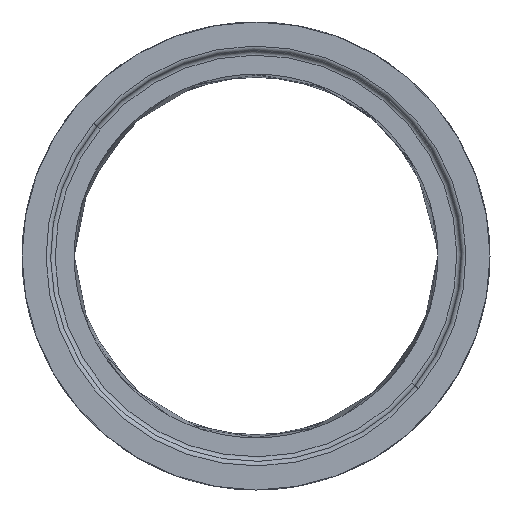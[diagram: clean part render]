
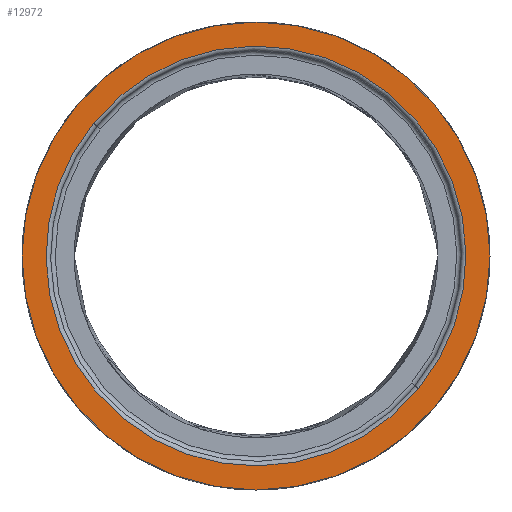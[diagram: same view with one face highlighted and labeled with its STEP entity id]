
A CAD part, front view. The second image highlights one B-rep face of the part: STEP entity #12972.
In plain terms, the highlighted face is planar.
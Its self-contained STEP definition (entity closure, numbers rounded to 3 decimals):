
#302 = AXIS2_PLACEMENT_3D ( 'NONE', #13134, #18152, #6054 ) ;
#743 = VERTEX_POINT ( 'NONE', #2238 ) ;
#2238 = CARTESIAN_POINT ( 'NONE',  ( -357.878, -292.177, -100. ) ) ;
#3374 = FACE_BOUND ( 'NONE', #13697, .T. ) ;
#4663 = CARTESIAN_POINT ( 'NONE',  ( 0., 0., -100. ) ) ;
#4887 = DIRECTION ( 'NONE',  ( 0.775, 0.632, 0. ) ) ;
#5299 = EDGE_CURVE ( 'NONE', #14762, #9655, #10652, .T. ) ;
#6054 = DIRECTION ( 'NONE',  ( 0.775, 0.632, 0. ) ) ;
#6080 = ORIENTED_EDGE ( 'NONE', *, *, #5299, .F. ) ;
#6221 = AXIS2_PLACEMENT_3D ( 'NONE', #4663, #18946, #4887 ) ;
#7078 = DIRECTION ( 'NONE',  ( 1., 0., 0. ) ) ;
#7326 = CIRCLE ( 'NONE', #20302, 515. ) ;
#8153 = CARTESIAN_POINT ( 'NONE',  ( 0., 0., -100. ) ) ;
#9430 = DIRECTION ( 'NONE',  ( 1., 0., 0. ) ) ;
#9655 = VERTEX_POINT ( 'NONE', #18859 ) ;
#9915 = CIRCLE ( 'NONE', #6221, 462. ) ;
#10274 = CIRCLE ( 'NONE', #302, 462. ) ;
#10437 = CARTESIAN_POINT ( 'NONE',  ( 0., 0., -100. ) ) ;
#10642 = CARTESIAN_POINT ( 'NONE',  ( -515., 0., -100. ) ) ;
#10652 = CIRCLE ( 'NONE', #14371, 515. ) ;
#10707 = CARTESIAN_POINT ( 'NONE',  ( 357.878, 292.177, -100. ) ) ;
#11166 = DIRECTION ( 'NONE',  ( 0., 0., 1. ) ) ;
#11617 = DIRECTION ( 'NONE',  ( 1., 0., 0. ) ) ;
#12792 = ORIENTED_EDGE ( 'NONE', *, *, #19804, .T. ) ;
#12972 = ADVANCED_FACE ( 'NONE', ( #3374, #15665 ), #21488, .F. ) ;
#13022 = EDGE_LOOP ( 'NONE', ( #22118, #6080 ) ) ;
#13134 = CARTESIAN_POINT ( 'NONE',  ( 0., 0., -100. ) ) ;
#13697 = EDGE_LOOP ( 'NONE', ( #12792, #15932 ) ) ;
#13872 = CARTESIAN_POINT ( 'NONE',  ( 0., 0., -100. ) ) ;
#14371 = AXIS2_PLACEMENT_3D ( 'NONE', #8153, #18605, #11617 ) ;
#14762 = VERTEX_POINT ( 'NONE', #10642 ) ;
#15665 = FACE_OUTER_BOUND ( 'NONE', #13022, .T. ) ;
#15932 = ORIENTED_EDGE ( 'NONE', *, *, #22639, .T. ) ;
#18152 = DIRECTION ( 'NONE',  ( 0., 0., 1. ) ) ;
#18605 = DIRECTION ( 'NONE',  ( 0., 0., 1. ) ) ;
#18859 = CARTESIAN_POINT ( 'NONE',  ( 515., 0., -100. ) ) ;
#18946 = DIRECTION ( 'NONE',  ( 0., 0., 1. ) ) ;
#19593 = AXIS2_PLACEMENT_3D ( 'NONE', #10437, #22775, #7078 ) ;
#19779 = EDGE_CURVE ( 'NONE', #9655, #14762, #7326, .T. ) ;
#19804 = EDGE_CURVE ( 'NONE', #22346, #743, #10274, .T. ) ;
#20302 = AXIS2_PLACEMENT_3D ( 'NONE', #13872, #11166, #9430 ) ;
#21488 = PLANE ( 'NONE',  #19593 ) ;
#22118 = ORIENTED_EDGE ( 'NONE', *, *, #19779, .F. ) ;
#22346 = VERTEX_POINT ( 'NONE', #10707 ) ;
#22639 = EDGE_CURVE ( 'NONE', #743, #22346, #9915, .T. ) ;
#22775 = DIRECTION ( 'NONE',  ( 0., 0., 1. ) ) ;
